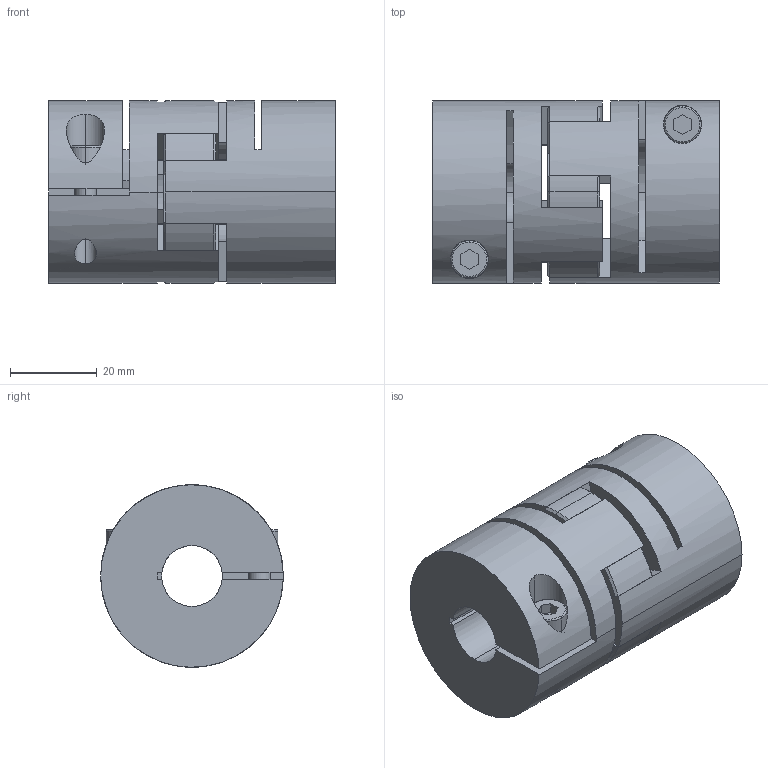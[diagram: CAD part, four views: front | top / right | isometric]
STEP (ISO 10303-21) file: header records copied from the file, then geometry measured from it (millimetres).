
FILE_DESCRIPTION(('STEP AP214'),'1');
FILE_NAME('cctmp_2485B191-C6C8-459E-865A-C5F52D86AF00_2023_06_12_09_38_18_0018..stp','2023-06-12T07:38:18',('R+W Antriebselemente GmbH'),('CADClick - www.CADClick.com'),'Spatial InterOp 3D',' ','unknown authorization');
FILE_SCHEMA(('AUTOMOTIVE_DESIGN'));
Length unit declared in the file: millimetre
Products named in the file (4): cc_unnamed; EK2/20/66/A/14/24_2; EK2/20/66/A/14/24_1; EK2/20/66/A/14/24
Assembly tree (3 placements, depth 2):
  cc_unnamed
    EK2/20/66/A/14/24_2
    EK2/20/66/A/14/24_1
    EK2/20/66/A/14/24
Bounding box: 66 x 42 x 42 mm (x, y, z)
Volume: 66078.8 mm3; surface area: 24999.9 mm2
Topology: 3 solids, 3 shells, 151 faces, 400 edges, 262 vertices
Faces by surface type: plane 75, cylinder 56, cone 16, torus 4
Entity records: 6319 total; most frequent: CARTESIAN_POINT 1093, DIRECTION 862, ORIENTED_EDGE 800, EDGE_CURVE 400, AXIS2_PLACEMENT_3D 315, VERTEX_POINT 262, LINE 232, VECTOR 232
